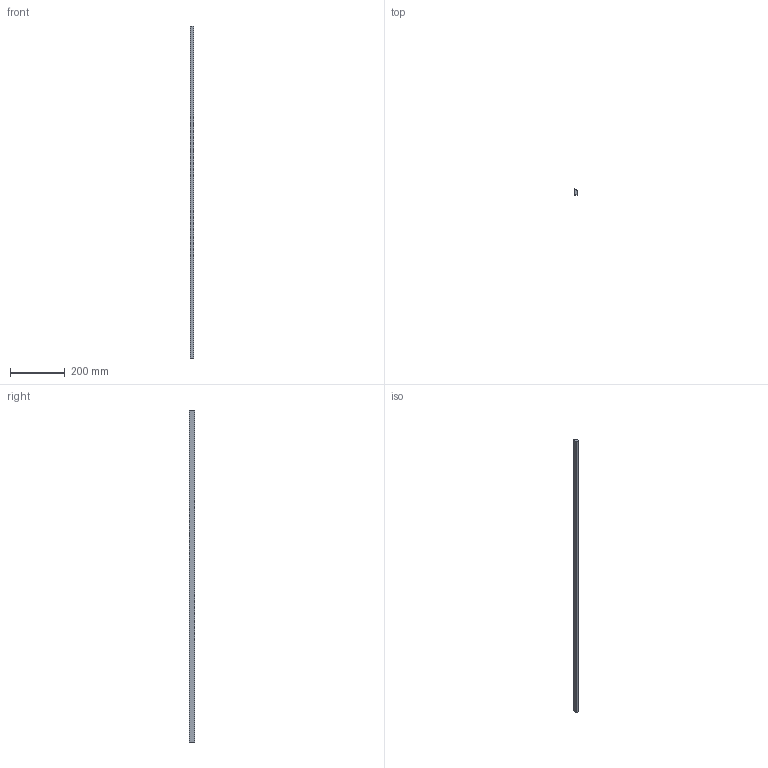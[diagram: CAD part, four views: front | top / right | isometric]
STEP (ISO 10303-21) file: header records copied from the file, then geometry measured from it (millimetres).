
FILE_DESCRIPTION(/* description */ ('Füllprofil ohne Absatz'),/* implementation_level */ '2;1');
FILE_NAME(/* name */ '100005672.stp',/* time_stamp */ '2024-01-18T08:48:26+01:00',/* author */ ('selema'),/* organization */ (''),/* preprocessor_version */ 'ST-DEVELOPER v20',/* originating_system */ 'Autodesk Inventor 2024',/* authorisation */ '');
FILE_SCHEMA (('AUTOMOTIVE_DESIGN { 1 0 10303 214 3 1 1 }'));
Length unit declared in the file: millimetre
Products named in the file (1): MP009528
Bounding box: 11.49 x 19.8 x 1210 mm (x, y, z)
Volume: 236579.9 mm3; surface area: 70076.3 mm2
Topology: 1 solids, 1 shells, 17 faces, 43 edges, 28 vertices
Faces by surface type: plane 9, cylinder 6, cone 2
Full cylindrical faces by diameter (mm): 5 x2
Entity records: 559 total; most frequent: DIRECTION 89, CARTESIAN_POINT 87, ORIENTED_EDGE 82, EDGE_CURVE 41, AXIS2_PLACEMENT_3D 30, LINE 29, VECTOR 29, VERTEX_POINT 28
